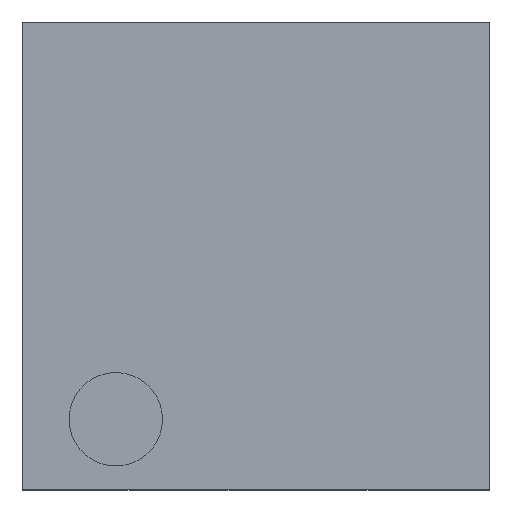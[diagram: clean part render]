
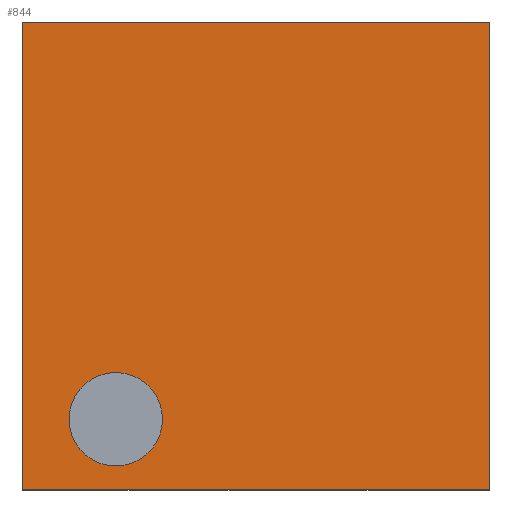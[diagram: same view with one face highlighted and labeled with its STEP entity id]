
A CAD part, top view. The second image highlights one B-rep face of the part: STEP entity #844.
In plain terms, the highlighted planar face has unit normal (0, 0, 1).
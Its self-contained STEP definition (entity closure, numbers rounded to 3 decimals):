
#31 = EDGE_CURVE ( 'NONE', #954, #3308, #2469, .T. ) ;
#109 = LINE ( 'NONE', #3241, #1066 ) ;
#323 = CARTESIAN_POINT ( 'NONE',  ( -1.6, 0.3, 1.6 ) ) ;
#347 = CARTESIAN_POINT ( 'NONE',  ( -1., 1., 1.6 ) ) ;
#352 = EDGE_CURVE ( 'NONE', #3296, #2408, #1321, .T. ) ;
#447 = CARTESIAN_POINT ( 'NONE',  ( -1.6, 0.3, 1.6 ) ) ;
#453 = ORIENTED_EDGE ( 'NONE', *, *, #1586, .T. ) ;
#704 = LINE ( 'NONE', #1439, #4475 ) ;
#708 = DIRECTION ( 'NONE',  ( 1., 0., 0. ) ) ;
#803 = ORIENTED_EDGE ( 'NONE', *, *, #2712, .T. ) ;
#811 = AXIS2_PLACEMENT_3D ( 'NONE', #447, #838, #3434 ) ;
#838 = DIRECTION ( 'NONE',  ( 0., 0., -1. ) ) ;
#844 = ADVANCED_FACE ( 'NONE', ( #985, #1388 ), #2428, .T. ) ;
#954 = VERTEX_POINT ( 'NONE', #3669 ) ;
#968 = CARTESIAN_POINT ( 'NONE',  ( 0., 2., 1.6 ) ) ;
#985 = FACE_OUTER_BOUND ( 'NONE', #3239, .T. ) ;
#1066 = VECTOR ( 'NONE', #4658, 1000. ) ;
#1214 = CARTESIAN_POINT ( 'NONE',  ( -2., 1., 1.6 ) ) ;
#1321 = LINE ( 'NONE', #1214, #2000 ) ;
#1388 = FACE_BOUND ( 'NONE', #3115, .T. ) ;
#1420 = AXIS2_PLACEMENT_3D ( 'NONE', #347, #2906, #708 ) ;
#1439 = CARTESIAN_POINT ( 'NONE',  ( 0., 1., 1.6 ) ) ;
#1440 = AXIS2_PLACEMENT_3D ( 'NONE', #323, #3250, #1722 ) ;
#1475 = ORIENTED_EDGE ( 'NONE', *, *, #3269, .T. ) ;
#1546 = CIRCLE ( 'NONE', #1440, 0.2 ) ;
#1567 = ORIENTED_EDGE ( 'NONE', *, *, #4622, .T. ) ;
#1586 = EDGE_CURVE ( 'NONE', #2711, #3242, #704, .T. ) ;
#1722 = DIRECTION ( 'NONE',  ( 1., 0., 0. ) ) ;
#1780 = LINE ( 'NONE', #2425, #1890 ) ;
#1801 = DIRECTION ( 'NONE',  ( 0., 1., 0. ) ) ;
#1890 = VECTOR ( 'NONE', #3921, 1000. ) ;
#1913 = CARTESIAN_POINT ( 'NONE',  ( -2., 0., 1.6 ) ) ;
#2000 = VECTOR ( 'NONE', #2303, 1000. ) ;
#2114 = CARTESIAN_POINT ( 'NONE',  ( -2., 2., 1.6 ) ) ;
#2149 = ORIENTED_EDGE ( 'NONE', *, *, #31, .T. ) ;
#2303 = DIRECTION ( 'NONE',  ( 0., -1., 0. ) ) ;
#2408 = VERTEX_POINT ( 'NONE', #1913 ) ;
#2425 = CARTESIAN_POINT ( 'NONE',  ( -1., 2., 1.6 ) ) ;
#2428 = PLANE ( 'NONE',  #1420 ) ;
#2469 = CIRCLE ( 'NONE', #811, 0.2 ) ;
#2711 = VERTEX_POINT ( 'NONE', #4303 ) ;
#2712 = EDGE_CURVE ( 'NONE', #3308, #954, #1546, .T. ) ;
#2906 = DIRECTION ( 'NONE',  ( 0., 0., 1. ) ) ;
#3115 = EDGE_LOOP ( 'NONE', ( #803, #2149 ) ) ;
#3239 = EDGE_LOOP ( 'NONE', ( #1475, #3859, #1567, #453 ) ) ;
#3241 = CARTESIAN_POINT ( 'NONE',  ( -1., 0., 1.6 ) ) ;
#3242 = VERTEX_POINT ( 'NONE', #968 ) ;
#3250 = DIRECTION ( 'NONE',  ( 0., 0., -1. ) ) ;
#3269 = EDGE_CURVE ( 'NONE', #3242, #3296, #1780, .T. ) ;
#3296 = VERTEX_POINT ( 'NONE', #2114 ) ;
#3308 = VERTEX_POINT ( 'NONE', #3594 ) ;
#3434 = DIRECTION ( 'NONE',  ( 1., 0., 0. ) ) ;
#3594 = CARTESIAN_POINT ( 'NONE',  ( -1.4, 0.3, 1.6 ) ) ;
#3669 = CARTESIAN_POINT ( 'NONE',  ( -1.8, 0.3, 1.6 ) ) ;
#3859 = ORIENTED_EDGE ( 'NONE', *, *, #352, .T. ) ;
#3921 = DIRECTION ( 'NONE',  ( -1., 0., 0. ) ) ;
#4303 = CARTESIAN_POINT ( 'NONE',  ( 0., 0., 1.6 ) ) ;
#4475 = VECTOR ( 'NONE', #1801, 1000. ) ;
#4622 = EDGE_CURVE ( 'NONE', #2408, #2711, #109, .T. ) ;
#4658 = DIRECTION ( 'NONE',  ( 1., 0., 0. ) ) ;
